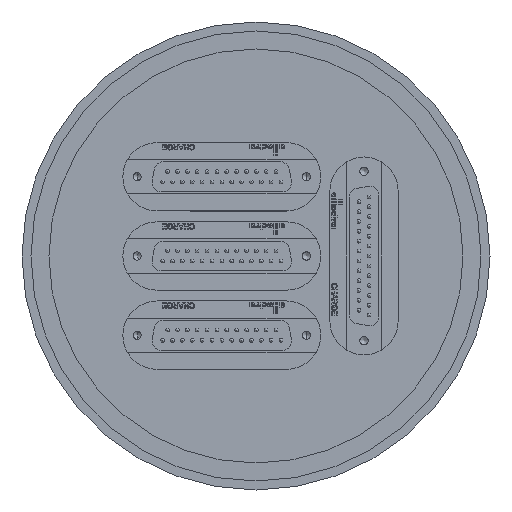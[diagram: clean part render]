
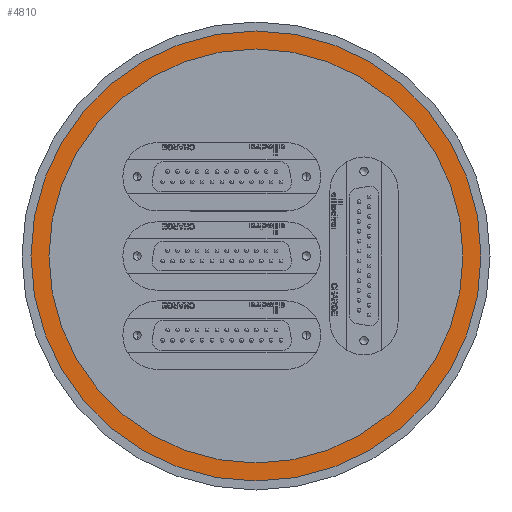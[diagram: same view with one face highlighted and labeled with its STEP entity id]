
A CAD part, front view. The second image highlights one B-rep face of the part: STEP entity #4810.
In plain terms, the highlighted planar face has unit normal (0, -1, 0).
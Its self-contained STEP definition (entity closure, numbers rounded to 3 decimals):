
#127 = AXIS2_PLACEMENT_3D ( 'NONE', #9076, #9961, #4102 ) ;
#162 = DIRECTION ( 'NONE',  ( 0., -1., 0. ) ) ;
#537 = CIRCLE ( 'NONE', #3024, 57.5 ) ;
#2022 = FACE_OUTER_BOUND ( 'NONE', #9470, .T. ) ;
#2234 = CIRCLE ( 'NONE', #12355, 62.5 ) ;
#2511 = CARTESIAN_POINT ( 'NONE',  ( 0., -10., 0. ) ) ;
#3024 = AXIS2_PLACEMENT_3D ( 'NONE', #4419, #7561, #5463 ) ;
#3362 = DIRECTION ( 'NONE',  ( 0., -1., 0. ) ) ;
#3504 = DIRECTION ( 'NONE',  ( 0., 0., -1. ) ) ;
#4102 = DIRECTION ( 'NONE',  ( 0., 0., -1. ) ) ;
#4144 = FACE_BOUND ( 'NONE', #6115, .T. ) ;
#4419 = CARTESIAN_POINT ( 'NONE',  ( 0., -10., 0. ) ) ;
#4481 = EDGE_CURVE ( 'NONE', #8712, #12146, #2234, .T. ) ;
#4810 = ADVANCED_FACE ( 'NONE', ( #2022, #4144 ), #6290, .T. ) ;
#4922 = CARTESIAN_POINT ( 'NONE',  ( 0., -10., 62.5 ) ) ;
#5411 = ORIENTED_EDGE ( 'NONE', *, *, #6152, .F. ) ;
#5463 = DIRECTION ( 'NONE',  ( 0., 0., -1. ) ) ;
#5468 = ORIENTED_EDGE ( 'NONE', *, *, #9545, .T. ) ;
#5702 = AXIS2_PLACEMENT_3D ( 'NONE', #10998, #162, #10088 ) ;
#6115 = EDGE_LOOP ( 'NONE', ( #6919, #5411 ) ) ;
#6152 = EDGE_CURVE ( 'NONE', #12323, #8880, #537, .T. ) ;
#6290 = PLANE ( 'NONE',  #10720 ) ;
#6919 = ORIENTED_EDGE ( 'NONE', *, *, #9558, .F. ) ;
#7142 = DIRECTION ( 'NONE',  ( 0., -1., 0. ) ) ;
#7561 = DIRECTION ( 'NONE',  ( 0., -1., 0. ) ) ;
#8178 = DIRECTION ( 'NONE',  ( 0., 0., -1. ) ) ;
#8589 = CIRCLE ( 'NONE', #127, 57.5 ) ;
#8712 = VERTEX_POINT ( 'NONE', #12464 ) ;
#8880 = VERTEX_POINT ( 'NONE', #10508 ) ;
#9076 = CARTESIAN_POINT ( 'NONE',  ( 0., -10., 0. ) ) ;
#9191 = CARTESIAN_POINT ( 'NONE',  ( 0., -10., -62.5 ) ) ;
#9470 = EDGE_LOOP ( 'NONE', ( #10609, #5468 ) ) ;
#9545 = EDGE_CURVE ( 'NONE', #12146, #8712, #10211, .T. ) ;
#9558 = EDGE_CURVE ( 'NONE', #8880, #12323, #8589, .T. ) ;
#9961 = DIRECTION ( 'NONE',  ( 0., -1., 0. ) ) ;
#10088 = DIRECTION ( 'NONE',  ( 0., 0., -1. ) ) ;
#10211 = CIRCLE ( 'NONE', #5702, 62.5 ) ;
#10508 = CARTESIAN_POINT ( 'NONE',  ( 0., -10., -57.5 ) ) ;
#10609 = ORIENTED_EDGE ( 'NONE', *, *, #4481, .T. ) ;
#10720 = AXIS2_PLACEMENT_3D ( 'NONE', #9191, #7142, #8178 ) ;
#10998 = CARTESIAN_POINT ( 'NONE',  ( 0., -10., 0. ) ) ;
#12089 = CARTESIAN_POINT ( 'NONE',  ( 0., -10., 57.5 ) ) ;
#12146 = VERTEX_POINT ( 'NONE', #4922 ) ;
#12323 = VERTEX_POINT ( 'NONE', #12089 ) ;
#12355 = AXIS2_PLACEMENT_3D ( 'NONE', #2511, #3362, #3504 ) ;
#12464 = CARTESIAN_POINT ( 'NONE',  ( 0., -10., -62.5 ) ) ;
